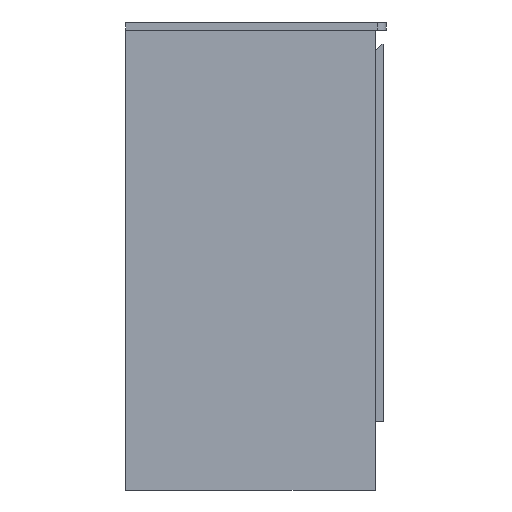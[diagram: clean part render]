
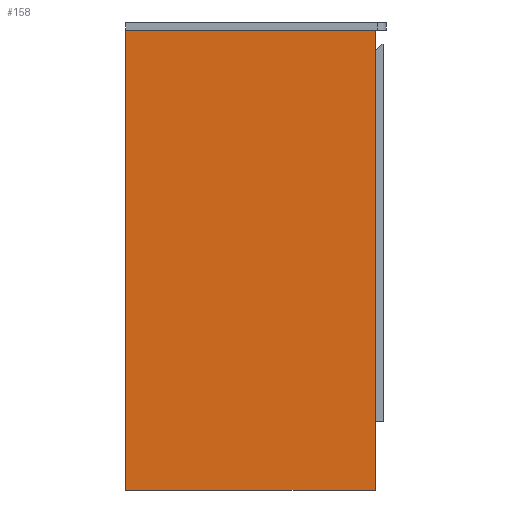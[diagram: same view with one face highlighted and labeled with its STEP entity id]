
A CAD part, left-side view. The second image highlights one B-rep face of the part: STEP entity #158.
In plain terms, the highlighted planar face has unit normal (-1, 0, 0).
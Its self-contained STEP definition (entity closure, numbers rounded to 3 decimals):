
#158=ADVANCED_FACE('',(#429),#4212,.T.);
#429=FACE_OUTER_BOUND('',#712,.T.);
#712=EDGE_LOOP('',(#1146,#1147,#1148,#1149));
#1146=ORIENTED_EDGE('',*,*,#2407,.F.);
#1147=ORIENTED_EDGE('',*,*,#2398,.F.);
#1148=ORIENTED_EDGE('',*,*,#2402,.F.);
#1149=ORIENTED_EDGE('',*,*,#2405,.F.);
#2398=EDGE_CURVE('',#3718,#3719,#3021,.T.);
#2402=EDGE_CURVE('',#3721,#3718,#3025,.T.);
#2405=EDGE_CURVE('',#3723,#3721,#3028,.T.);
#2407=EDGE_CURVE('',#3719,#3723,#3030,.T.);
#3021=B_SPLINE_CURVE_WITH_KNOTS('',1,(#5300,#5301),.UNSPECIFIED.,.F.,.F.,
(2,2),(-830.,0.),.UNSPECIFIED.);
#3025=B_SPLINE_CURVE_WITH_KNOTS('',1,(#5308,#5309),.UNSPECIFIED.,.F.,.F.,
(2,2),(-450.,0.),.UNSPECIFIED.);
#3028=B_SPLINE_CURVE_WITH_KNOTS('',1,(#5314,#5315),.UNSPECIFIED.,.F.,.F.,
(2,2),(-830.,0.),.UNSPECIFIED.);
#3030=B_SPLINE_CURVE_WITH_KNOTS('',1,(#5318,#5319),.UNSPECIFIED.,.F.,.F.,
(2,2),(-450.,0.),.UNSPECIFIED.);
#3718=VERTEX_POINT('',#5152);
#3719=VERTEX_POINT('',#5153);
#3721=VERTEX_POINT('',#5155);
#3723=VERTEX_POINT('',#5157);
#4212=PLANE('',#4469);
#4469=AXIS2_PLACEMENT_3D('',#5131,#4706,$);
#4706=DIRECTION('',(-1.,0.,0.));
#5131=CARTESIAN_POINT('',(-287.5,-449.01,-0.01));
#5152=CARTESIAN_POINT('',(-287.5,1.,0.));
#5153=CARTESIAN_POINT('',(-287.5,1.,830.));
#5155=CARTESIAN_POINT('',(-287.5,-449.,0.));
#5157=CARTESIAN_POINT('',(-287.5,-449.,830.));
#5300=CARTESIAN_POINT('',(-287.5,1.,0.));
#5301=CARTESIAN_POINT('',(-287.5,1.,830.));
#5308=CARTESIAN_POINT('',(-287.5,-449.,0.));
#5309=CARTESIAN_POINT('',(-287.5,1.,0.));
#5314=CARTESIAN_POINT('',(-287.5,-449.,830.));
#5315=CARTESIAN_POINT('',(-287.5,-449.,0.));
#5318=CARTESIAN_POINT('',(-287.5,1.,830.));
#5319=CARTESIAN_POINT('',(-287.5,-449.,830.));
